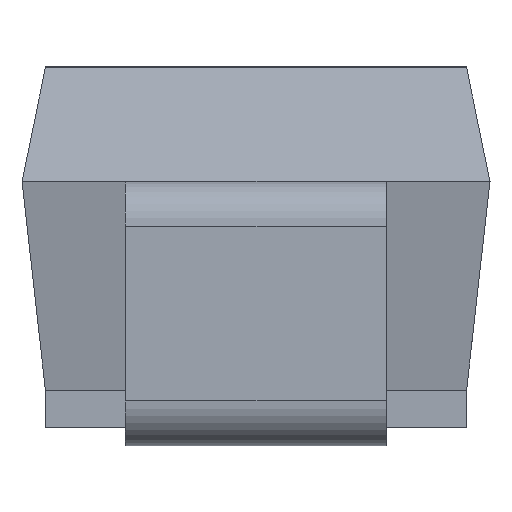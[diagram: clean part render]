
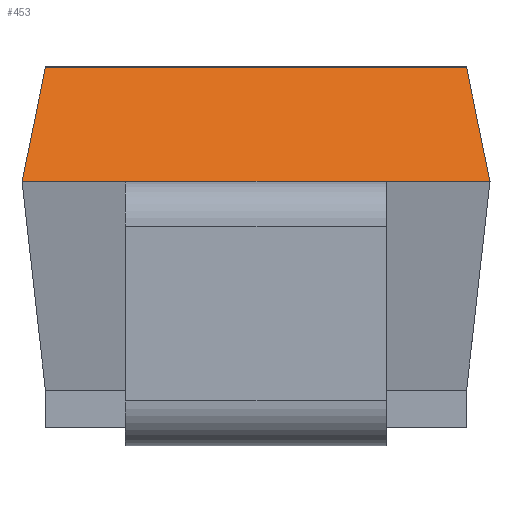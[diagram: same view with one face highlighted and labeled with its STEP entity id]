
A CAD part, left-side view. The second image highlights one B-rep face of the part: STEP entity #453.
In plain terms, the highlighted free-form (B-spline) face has degree [1, 1] with [2, 2] control points.
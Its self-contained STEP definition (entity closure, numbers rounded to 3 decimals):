
#81 = VERTEX_POINT('',#82);
#82 = CARTESIAN_POINT('',(-2.16,0.725,1.47));
#199 = VERTEX_POINT('',#200);
#200 = CARTESIAN_POINT('',(-2.16,-0.725,1.47));
#350 = VERTEX_POINT('',#351);
#351 = CARTESIAN_POINT('',(-2.16,1.3,1.47));
#365 = VERTEX_POINT('',#366);
#366 = CARTESIAN_POINT('',(-2.16,-1.3,1.47));
#371 = EDGE_CURVE('',#199,#365,#372,.T.);
#372 = LINE('',#373,#374);
#373 = CARTESIAN_POINT('',(-2.16,1.3,1.47));
#374 = VECTOR('',#375,1.);
#375 = DIRECTION('',(0.,-1.,0.));
#380 = EDGE_CURVE('',#350,#81,#381,.T.);
#381 = LINE('',#382,#383);
#382 = CARTESIAN_POINT('',(-2.16,1.3,1.47));
#383 = VECTOR('',#384,1.);
#384 = DIRECTION('',(0.,-1.,0.));
#395 = EDGE_CURVE('',#81,#199,#396,.T.);
#396 = LINE('',#397,#398);
#397 = CARTESIAN_POINT('',(-2.16,1.3,1.47));
#398 = VECTOR('',#399,1.);
#399 = DIRECTION('',(0.,-1.,0.));
#453 = ADVANCED_FACE('',(#454),#479,.T.);
#454 = FACE_BOUND('',#455,.T.);
#455 = EDGE_LOOP('',(#456,#457,#458,#459,#466,#474));
#456 = ORIENTED_EDGE('',*,*,#380,.T.);
#457 = ORIENTED_EDGE('',*,*,#395,.T.);
#458 = ORIENTED_EDGE('',*,*,#371,.T.);
#459 = ORIENTED_EDGE('',*,*,#460,.T.);
#460 = EDGE_CURVE('',#365,#461,#463,.T.);
#461 = VERTEX_POINT('',#462);
#462 = CARTESIAN_POINT('',(-1.944,-1.17,2.1));
#463 = B_SPLINE_CURVE_WITH_KNOTS('',1,(#464,#465),.UNSPECIFIED.,.F.,.F.,
  (2,2),(0.,1.),.PIECEWISE_BEZIER_KNOTS.);
#464 = CARTESIAN_POINT('',(-2.16,-1.3,1.47));
#465 = CARTESIAN_POINT('',(-1.944,-1.17,2.1));
#466 = ORIENTED_EDGE('',*,*,#467,.F.);
#467 = EDGE_CURVE('',#468,#461,#470,.T.);
#468 = VERTEX_POINT('',#469);
#469 = CARTESIAN_POINT('',(-1.944,1.17,2.1));
#470 = LINE('',#471,#472);
#471 = CARTESIAN_POINT('',(-1.944,1.17,2.1));
#472 = VECTOR('',#473,1.);
#473 = DIRECTION('',(0.,-1.,0.));
#474 = ORIENTED_EDGE('',*,*,#475,.F.);
#475 = EDGE_CURVE('',#350,#468,#476,.T.);
#476 = B_SPLINE_CURVE_WITH_KNOTS('',1,(#477,#478),.UNSPECIFIED.,.F.,.F.,
  (2,2),(0.,1.),.PIECEWISE_BEZIER_KNOTS.);
#477 = CARTESIAN_POINT('',(-2.16,1.3,1.47));
#478 = CARTESIAN_POINT('',(-1.944,1.17,2.1));
#479 = B_SPLINE_SURFACE_WITH_KNOTS('',1,1,(
    (#480,#481)
    ,(#482,#483
  )),.UNSPECIFIED.,.F.,.F.,.F.,(2,2),(2,2),(0.,2.6),(0.,1.),
  .PIECEWISE_BEZIER_KNOTS.);
#480 = CARTESIAN_POINT('',(-2.16,1.3,1.47));
#481 = CARTESIAN_POINT('',(-1.944,1.17,2.1));
#482 = CARTESIAN_POINT('',(-2.16,-1.3,1.47));
#483 = CARTESIAN_POINT('',(-1.944,-1.17,2.1));
